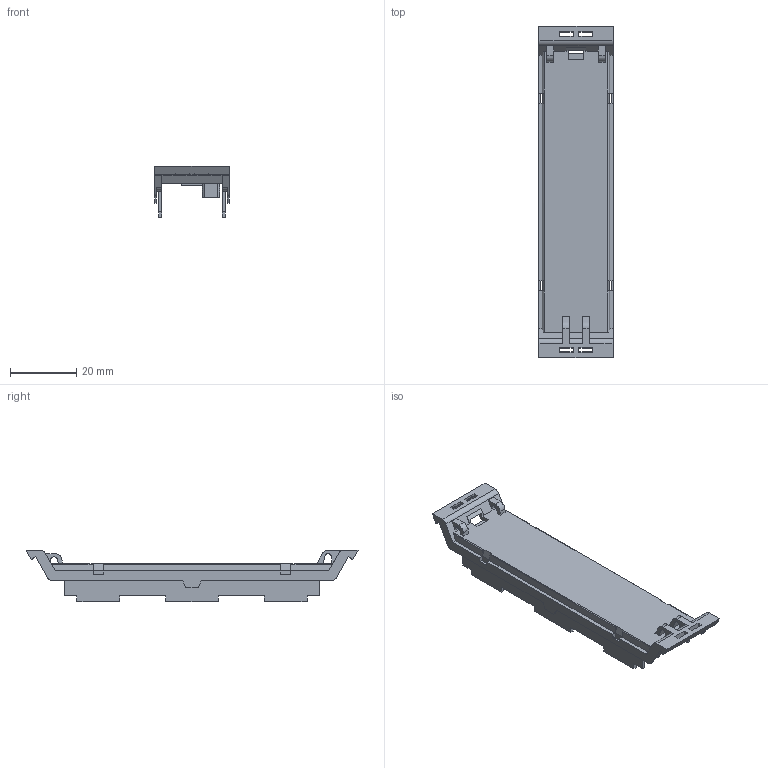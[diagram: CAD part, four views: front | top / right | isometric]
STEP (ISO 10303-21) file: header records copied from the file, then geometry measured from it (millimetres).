
FILE_DESCRIPTION(('CATIA V5R24 STEP','CAx-IF Rec.Pracs.--- Model Styling and Organization---1.2---2011-12-15'),'2;1');
FILE_NAME ('12191107_3', '2017-12-08T08:01:26+00:00', ('Weidmueller Interface'), ('Weidmueller'), 'CATIA Version 5-6 Release 2014 SP4', 'CATIA V5 STEP AP214', 'none');
FILE_SCHEMA(('AUTOMOTIVE_DESIGN { 1 0 10303 214 1 1 1 1 }'));
Length unit declared in the file: millimetre
Products named in the file (1): 1073360000
Bounding box: 22.5 x 100 x 15.5 mm (x, y, z)
Volume: 4505.3 mm3; surface area: 9147.5 mm2
Topology: 1 solids, 1 shells, 239 faces, 910 edges, 659 vertices
Faces by surface type: plane 189, cylinder 42, extrusion 8
Entity records: 9591 total; most frequent: CARTESIAN_POINT 2046, ORIENTED_EDGE 1820, DIRECTION 1107, EDGE_CURVE 910, VECTOR 728, LINE 720, VERTEX_POINT 659, AXIS2_PLACEMENT_3D 256
